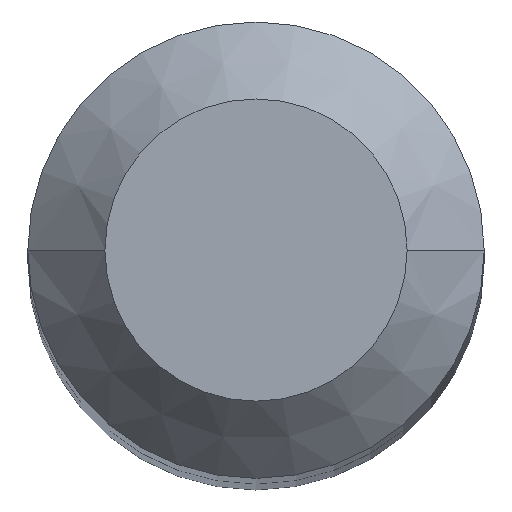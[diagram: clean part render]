
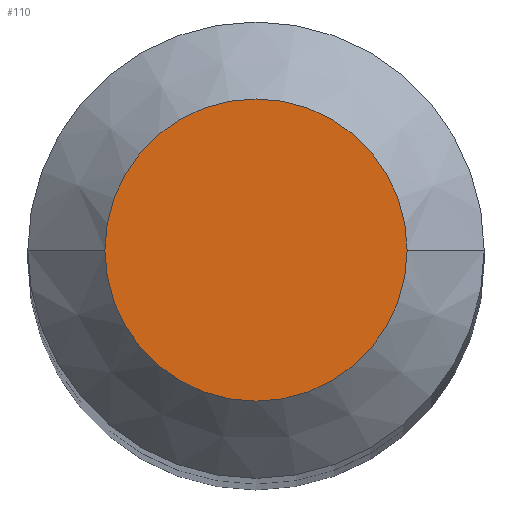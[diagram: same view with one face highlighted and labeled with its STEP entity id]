
A CAD part, top view. The second image highlights one B-rep face of the part: STEP entity #110.
In plain terms, the highlighted planar face has unit normal (0, 0, 1).
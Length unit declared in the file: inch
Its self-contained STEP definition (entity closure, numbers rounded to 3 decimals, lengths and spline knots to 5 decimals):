
#11 = EDGE_LOOP ( 'NONE', ( #77, #194 ) ) ;
#25 = CARTESIAN_POINT ( 'NONE',  ( 0.06125, 0., 0. ) ) ;
#30 = DIRECTION ( 'NONE',  ( 0., 0., 1. ) ) ;
#35 = CARTESIAN_POINT ( 'NONE',  ( -0.06125, 0., 0. ) ) ;
#38 = AXIS2_PLACEMENT_3D ( 'NONE', #133, #184, #99 ) ;
#51 = DIRECTION ( 'NONE',  ( 0., 0., -1. ) ) ;
#77 = ORIENTED_EDGE ( 'NONE', *, *, #271, .T. ) ;
#83 = PLANE ( 'NONE',  #333 ) ;
#99 = DIRECTION ( 'NONE',  ( 1., 0., 0. ) ) ;
#110 = ADVANCED_FACE ( 'NONE', ( #348 ), #83, .F. ) ;
#123 = EDGE_CURVE ( 'NONE', #158, #375, #211, .T. ) ;
#133 = CARTESIAN_POINT ( 'NONE',  ( 0., 0., 0. ) ) ;
#136 = DIRECTION ( 'NONE',  ( -1., 0., 0. ) ) ;
#158 = VERTEX_POINT ( 'NONE', #25 ) ;
#183 = AXIS2_PLACEMENT_3D ( 'NONE', #301, #30, #299 ) ;
#184 = DIRECTION ( 'NONE',  ( 0., 0., 1. ) ) ;
#194 = ORIENTED_EDGE ( 'NONE', *, *, #123, .T. ) ;
#205 = CARTESIAN_POINT ( 'NONE',  ( 0., 0., 0. ) ) ;
#211 = CIRCLE ( 'NONE', #183, 0.06125 ) ;
#271 = EDGE_CURVE ( 'NONE', #375, #158, #379, .T. ) ;
#299 = DIRECTION ( 'NONE',  ( 1., 0., 0. ) ) ;
#301 = CARTESIAN_POINT ( 'NONE',  ( 0., 0., 0. ) ) ;
#333 = AXIS2_PLACEMENT_3D ( 'NONE', #205, #51, #136 ) ;
#348 = FACE_OUTER_BOUND ( 'NONE', #11, .T. ) ;
#375 = VERTEX_POINT ( 'NONE', #35 ) ;
#379 = CIRCLE ( 'NONE', #38, 0.06125 ) ;
